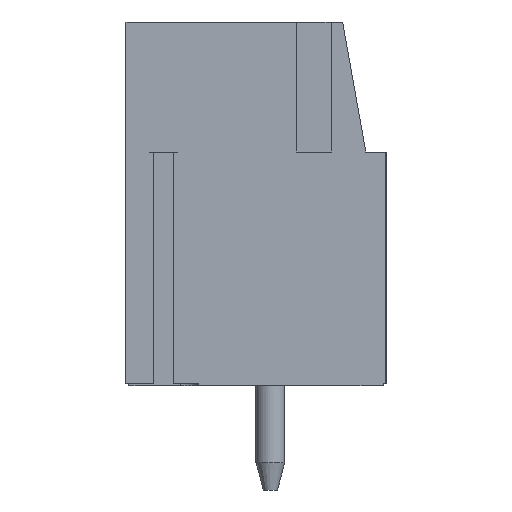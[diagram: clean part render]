
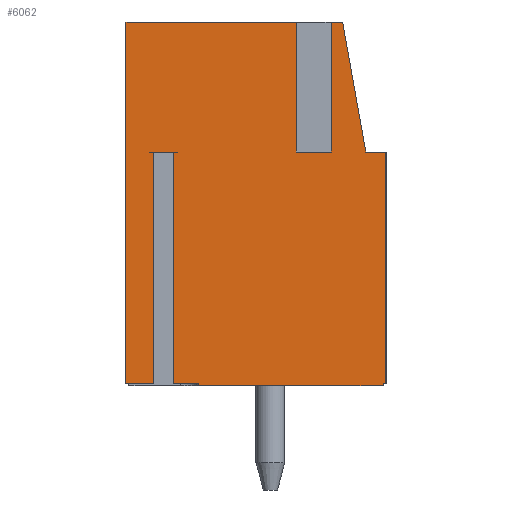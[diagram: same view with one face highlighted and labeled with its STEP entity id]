
A CAD part, left-side view. The second image highlights one B-rep face of the part: STEP entity #6062.
In plain terms, the highlighted planar face has unit normal (-1, 0, 0).
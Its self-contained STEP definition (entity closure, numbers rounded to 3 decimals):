
#811=ORIENTED_EDGE('',*,*,#2382,.F.);
#812=ORIENTED_EDGE('',*,*,#2383,.T.);
#813=ORIENTED_EDGE('',*,*,#2384,.T.);
#814=ORIENTED_EDGE('',*,*,#2293,.F.);
#815=ORIENTED_EDGE('',*,*,#2385,.T.);
#816=ORIENTED_EDGE('',*,*,#2341,.T.);
#817=ORIENTED_EDGE('',*,*,#2386,.F.);
#818=ORIENTED_EDGE('',*,*,#2387,.F.);
#819=ORIENTED_EDGE('',*,*,#2388,.T.);
#820=ORIENTED_EDGE('',*,*,#2367,.T.);
#821=ORIENTED_EDGE('',*,*,#2389,.F.);
#822=ORIENTED_EDGE('',*,*,#2390,.F.);
#823=ORIENTED_EDGE('',*,*,#2391,.T.);
#824=ORIENTED_EDGE('',*,*,#2332,.T.);
#825=ORIENTED_EDGE('',*,*,#2392,.F.);
#826=ORIENTED_EDGE('',*,*,#2393,.T.);
#827=ORIENTED_EDGE('',*,*,#2394,.T.);
#828=ORIENTED_EDGE('',*,*,#2297,.F.);
#2293=EDGE_CURVE('',#3104,#3105,#3677,.T.);
#2297=EDGE_CURVE('',#3108,#3109,#3681,.T.);
#2332=EDGE_CURVE('',#3141,#3140,#3711,.T.);
#2341=EDGE_CURVE('',#3150,#3149,#3719,.T.);
#2367=EDGE_CURVE('',#3176,#3174,#3742,.T.);
#2382=EDGE_CURVE('',#3185,#3108,#3757,.T.);
#2383=EDGE_CURVE('',#3185,#3186,#3758,.T.);
#2384=EDGE_CURVE('',#3186,#3105,#3759,.T.);
#2385=EDGE_CURVE('',#3104,#3150,#3760,.T.);
#2386=EDGE_CURVE('',#3187,#3149,#3761,.T.);
#2387=EDGE_CURVE('',#3188,#3187,#3762,.T.);
#2388=EDGE_CURVE('',#3188,#3176,#3763,.T.);
#2389=EDGE_CURVE('',#3189,#3174,#3764,.T.);
#2390=EDGE_CURVE('',#3190,#3189,#3765,.T.);
#2391=EDGE_CURVE('',#3190,#3141,#3766,.T.);
#2392=EDGE_CURVE('',#3191,#3140,#3767,.T.);
#2393=EDGE_CURVE('',#3191,#3192,#3768,.T.);
#2394=EDGE_CURVE('',#3192,#3109,#3769,.T.);
#3104=VERTEX_POINT('',#9445);
#3105=VERTEX_POINT('',#9447);
#3108=VERTEX_POINT('',#9453);
#3109=VERTEX_POINT('',#9455);
#3140=VERTEX_POINT('',#9523);
#3141=VERTEX_POINT('',#9525);
#3149=VERTEX_POINT('',#9541);
#3150=VERTEX_POINT('',#9543);
#3174=VERTEX_POINT('',#9593);
#3176=VERTEX_POINT('',#9596);
#3185=VERTEX_POINT('',#9622);
#3186=VERTEX_POINT('',#9624);
#3187=VERTEX_POINT('',#9628);
#3188=VERTEX_POINT('',#9630);
#3189=VERTEX_POINT('',#9633);
#3190=VERTEX_POINT('',#9635);
#3191=VERTEX_POINT('',#9638);
#3192=VERTEX_POINT('',#9640);
#3677=LINE('',#9446,#4341);
#3681=LINE('',#9454,#4345);
#3711=LINE('',#9524,#4375);
#3719=LINE('',#9542,#4383);
#3742=LINE('',#9595,#4406);
#3757=LINE('',#9621,#4421);
#3758=LINE('',#9623,#4422);
#3759=LINE('',#9625,#4423);
#3760=LINE('',#9626,#4424);
#3761=LINE('',#9627,#4425);
#3762=LINE('',#9629,#4426);
#3763=LINE('',#9631,#4427);
#3764=LINE('',#9632,#4428);
#3765=LINE('',#9634,#4429);
#3766=LINE('',#9636,#4430);
#3767=LINE('',#9637,#4431);
#3768=LINE('',#9639,#4432);
#3769=LINE('',#9641,#4433);
#4341=VECTOR('',#7643,1000.);
#4345=VECTOR('',#7647,1000.);
#4375=VECTOR('',#7693,1000.);
#4383=VECTOR('',#7703,1000.);
#4406=VECTOR('',#7734,1000.);
#4421=VECTOR('',#7753,1000.);
#4422=VECTOR('',#7754,1000.);
#4423=VECTOR('',#7755,1000.);
#4424=VECTOR('',#7756,1000.);
#4425=VECTOR('',#7757,1000.);
#4426=VECTOR('',#7758,1000.);
#4427=VECTOR('',#7759,1000.);
#4428=VECTOR('',#7760,1000.);
#4429=VECTOR('',#7761,1000.);
#4430=VECTOR('',#7762,1000.);
#4431=VECTOR('',#7763,1000.);
#4432=VECTOR('',#7764,1000.);
#4433=VECTOR('',#7765,1000.);
#4974=EDGE_LOOP('',(#811,#812,#813,#814,#815,#816,#817,#818,#819,#820,#821,
#822,#823,#824,#825,#826,#827,#828));
#5398=FACE_BOUND('',#4974,.T.);
#5782=PLANE('',#6850);
#6062=ADVANCED_FACE('',(#5398),#5782,.F.);
#6850=AXIS2_PLACEMENT_3D('',#9620,#7751,#7752);
#7643=DIRECTION('',(0.,-1.,0.));
#7647=DIRECTION('',(0.,-1.,0.));
#7693=DIRECTION('',(0.,-1.,0.));
#7703=DIRECTION('',(0.,-1.,0.));
#7734=DIRECTION('',(0.,-1.,0.));
#7751=DIRECTION('',(1.,0.,0.));
#7752=DIRECTION('',(0.,0.,-1.));
#7753=DIRECTION('',(0.,0.,1.));
#7754=DIRECTION('',(0.,1.,0.));
#7755=DIRECTION('',(0.,0.,1.));
#7756=DIRECTION('',(0.,0.,-1.));
#7757=DIRECTION('',(0.,0.,-1.));
#7758=DIRECTION('',(0.,1.,0.));
#7759=DIRECTION('',(0.,0.,-1.));
#7760=DIRECTION('',(0.,0.,1.));
#7761=DIRECTION('',(0.,1.,0.));
#7762=DIRECTION('',(0.,0.,1.));
#7763=DIRECTION('',(0.,0.,-1.));
#7764=DIRECTION('',(0.,1.,0.));
#7765=DIRECTION('',(0.,0.175,0.985));
#9445=CARTESIAN_POINT('',(-7.5,5.,12.5));
#9446=CARTESIAN_POINT('',(-7.5,5.,12.5));
#9447=CARTESIAN_POINT('',(-7.5,-1.15,12.5));
#9453=CARTESIAN_POINT('',(-7.5,-1.85,12.5));
#9454=CARTESIAN_POINT('',(-7.5,5.,12.5));
#9455=CARTESIAN_POINT('',(-7.5,-2.5,12.5));
#9523=CARTESIAN_POINT('',(-7.5,-4.,0.));
#9524=CARTESIAN_POINT('',(-7.5,5.,0.));
#9525=CARTESIAN_POINT('',(-7.5,-3.9,0.));
#9541=CARTESIAN_POINT('',(-7.5,4.05,0.));
#9542=CARTESIAN_POINT('',(-7.5,5.,0.));
#9543=CARTESIAN_POINT('',(-7.5,5.,0.));
#9593=CARTESIAN_POINT('',(-7.5,2.5,0.));
#9595=CARTESIAN_POINT('',(-7.5,5.,0.));
#9596=CARTESIAN_POINT('',(-7.5,3.35,0.));
#9620=CARTESIAN_POINT('',(-7.5,5.,12.5));
#9621=CARTESIAN_POINT('',(-7.5,-1.85,8.));
#9622=CARTESIAN_POINT('',(-7.5,-1.85,8.));
#9623=CARTESIAN_POINT('',(-7.5,-1.85,8.));
#9624=CARTESIAN_POINT('',(-7.5,-1.15,8.));
#9625=CARTESIAN_POINT('',(-7.5,-1.15,8.));
#9626=CARTESIAN_POINT('',(-7.5,5.,12.5));
#9627=CARTESIAN_POINT('',(-7.5,4.05,8.));
#9628=CARTESIAN_POINT('',(-7.5,4.05,8.));
#9629=CARTESIAN_POINT('',(-7.5,3.35,8.));
#9630=CARTESIAN_POINT('',(-7.5,3.35,8.));
#9631=CARTESIAN_POINT('',(-7.5,3.35,8.));
#9632=CARTESIAN_POINT('',(-7.5,2.5,-0.1));
#9633=CARTESIAN_POINT('',(-7.5,2.5,-0.1));
#9634=CARTESIAN_POINT('',(-7.5,-3.9,-0.1));
#9635=CARTESIAN_POINT('',(-7.5,-3.9,-0.1));
#9636=CARTESIAN_POINT('',(-7.5,-3.9,-0.1));
#9637=CARTESIAN_POINT('',(-7.5,-4.,12.5));
#9638=CARTESIAN_POINT('',(-7.5,-4.,8.));
#9639=CARTESIAN_POINT('',(-7.5,5.,8.));
#9640=CARTESIAN_POINT('',(-7.5,-3.3,8.));
#9641=CARTESIAN_POINT('',(-7.5,-2.27,13.792));
